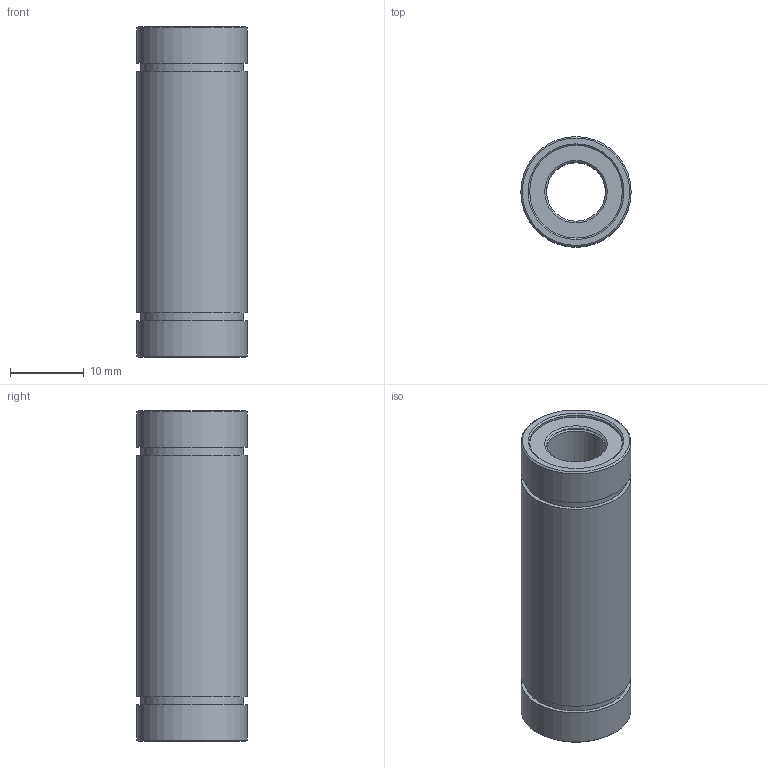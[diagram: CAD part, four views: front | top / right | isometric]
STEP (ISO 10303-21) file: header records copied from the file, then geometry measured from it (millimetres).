
FILE_DESCRIPTION(('FreeCAD Model'),'2;1');
FILE_NAME('LM8LUU.step','2019-08-08T14:32:52',( 'Sisul Galog'),(''),'Open CASCADE STEP processor 7.3','FreeCAD', 'Unknown');
FILE_SCHEMA(('AUTOMOTIVE_DESIGN { 1 0 10303 214 1 1 1 1 }'));
Length unit declared in the file: millimetre
Products named in the file (1): LM8LUU_001
Bounding box: 15 x 15 x 45 mm (x, y, z)
Volume: 5843 mm3; surface area: 6776.6 mm2
Topology: 2 solids, 2 shells, 36 faces, 58 edges, 36 vertices
Faces by surface type: plane 14, cylinder 12, cone 10
Full cylindrical faces by diameter (mm): 8 x1, 10.35 x1, 10.75 x1, 12.6 x4, 14 x2, 15 x3
Entity records: 1859 total; most frequent: DIRECTION 284, CARTESIAN_POINT 247, ORIENTED_EDGE 116, PCURVE 116, DEFINITIONAL_REPRESENTATION 116, LINE 110, VECTOR 110, AXIS2_PLACEMENT_3D 73
